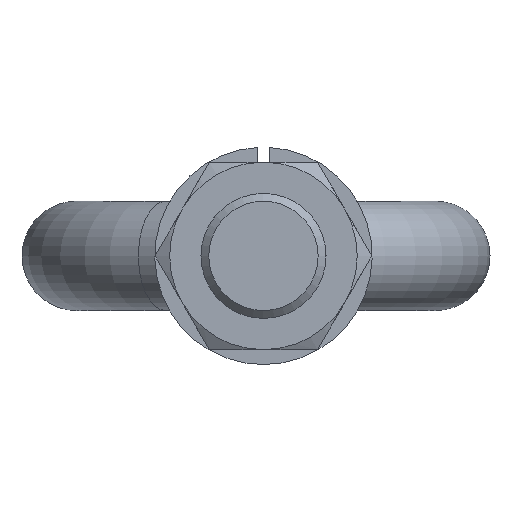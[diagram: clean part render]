
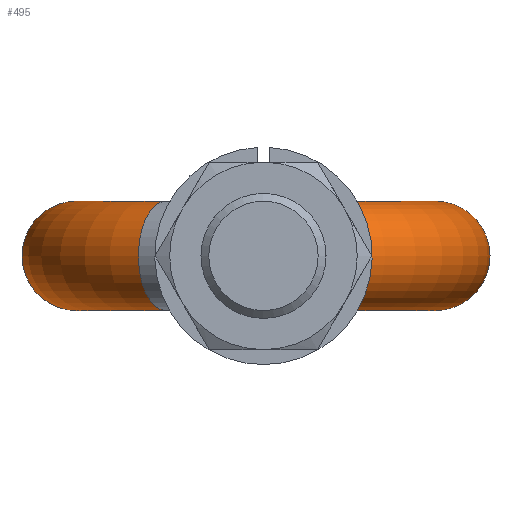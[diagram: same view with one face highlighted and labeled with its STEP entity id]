
A CAD part, left-side view. The second image highlights one B-rep face of the part: STEP entity #495.
In plain terms, the highlighted toroidal (fillet/blend) face has major radius 18.256 mm and minor radius 5.556 mm.
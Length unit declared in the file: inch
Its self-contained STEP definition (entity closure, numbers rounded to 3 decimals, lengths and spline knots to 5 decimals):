
#92=TOROIDAL_SURFACE('',#542,0.71875,0.21875);
#118=FACE_BOUND('',#173,.T.);
#130=FACE_OUTER_BOUND('',#172,.T.);
#172=EDGE_LOOP('',(#355));
#173=EDGE_LOOP('',(#356));
#214=CIRCLE('',#541,0.21875);
#215=CIRCLE('',#543,0.21875);
#241=VERTEX_POINT('',#776);
#242=VERTEX_POINT('',#779);
#284=EDGE_CURVE('',#241,#241,#214,.T.);
#285=EDGE_CURVE('',#242,#242,#215,.T.);
#355=ORIENTED_EDGE('',*,*,#284,.T.);
#356=ORIENTED_EDGE('',*,*,#285,.T.);
#495=ADVANCED_FACE('',(#130,#118),#92,.T.);
#541=AXIS2_PLACEMENT_3D('',#777,#625,#626);
#542=AXIS2_PLACEMENT_3D('',#778,#627,#628);
#543=AXIS2_PLACEMENT_3D('',#780,#629,#630);
#625=DIRECTION('center_axis',(0.5,0.866,0.));
#626=DIRECTION('ref_axis',(0.866,-0.5,0.));
#627=DIRECTION('center_axis',(0.,0.,1.));
#628=DIRECTION('ref_axis',(1.,0.,0.));
#629=DIRECTION('center_axis',(0.244,-0.97,0.));
#630=DIRECTION('ref_axis',(0.97,0.244,0.));
#776=CARTESIAN_POINT('',(1.34435,0.46875,0.));
#777=CARTESIAN_POINT('Origin',(1.53379,0.35938,0.));
#778=CARTESIAN_POINT('Origin',(2.15625,0.,0.));
#779=CARTESIAN_POINT('',(1.24718,-0.22914,0.));
#780=CARTESIAN_POINT('Origin',(1.4593,-0.17567,0.));
